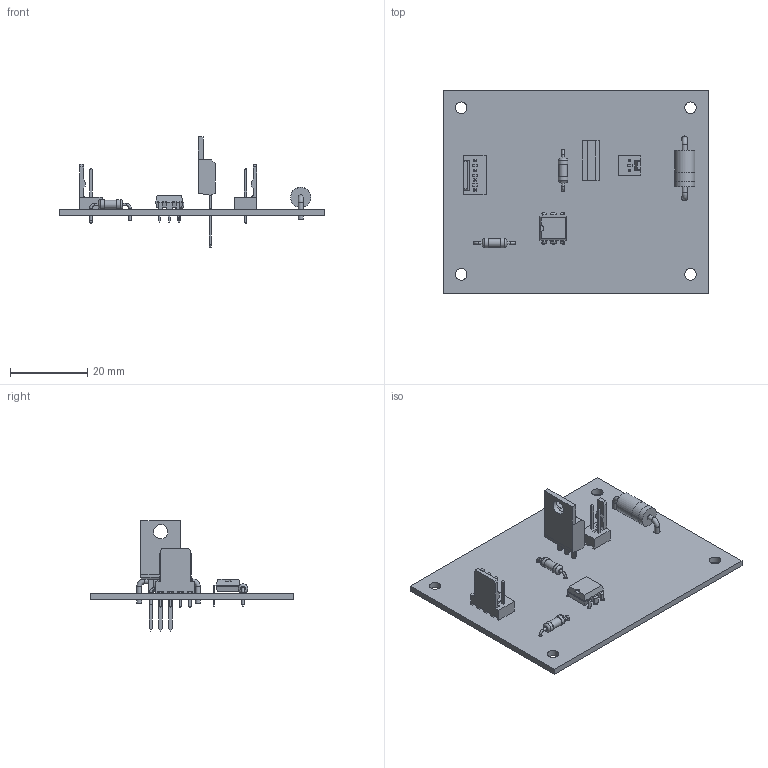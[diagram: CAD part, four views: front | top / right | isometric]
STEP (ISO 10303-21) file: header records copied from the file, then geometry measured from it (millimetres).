
FILE_DESCRIPTION(('KiCad electronic assembly'),'2;1');
FILE_NAME('motor_coupler.step','2020-10-19T22:08:08',('An Author'),( 'A Company'),'Open CASCADE STEP processor 6.9', 'KiCad to STEP converter','Unknown');
FILE_SCHEMA(('AUTOMOTIVE_DESIGN { 1 0 10303 214 1 1 1 1 }'));
Length unit declared in the file: millimetre
Products named in the file (14): Open CASCADE STEP translator 6.9 1; Molex_KK-254_AE-6410-04A_1x04_P2.54mm_Vertical; SOLID; TO-220-3_Vertical; DIP-6_W7.62mm; R_Axial_DIN0207_L6.3mm_D2.5mm_P10.16mm_Horizontal; Molex_KK-254_AE-6410-02A_1x02_P2.54mm_Vertical; D_DO-201AD_P15.24mm_Horizontal; COMPOUND
Assembly tree (14 placements, depth 3):
  Open CASCADE STEP translator 6.9 1
    Molex_KK-254_AE-6410-04A_1x04_P2.54mm_Vertical
      SOLID
    TO-220-3_Vertical
      SOLID
    DIP-6_W7.62mm
      SOLID
    R_Axial_DIN0207_L6.3mm_D2.5mm_P10.16mm_Horizontal  x2
      SOLID
    Molex_KK-254_AE-6410-02A_1x02_P2.54mm_Vertical
      SOLID
    D_DO-201AD_P15.24mm_Horizontal
      SOLID
    COMPOUND
Bounding box: 68.82 x 52.84 x 28.52 mm (x, y, z)
Volume: 7015.5 mm3; surface area: 9778.3 mm2
Topology: 8 solids, 8 shells, 424 faces, 1054 edges, 670 vertices
Faces by surface type: plane 334, cylinder 62, bspline 18, torus 10
Full cylindrical faces by diameter (mm): 0.6 x8, 0.8 x10, 1.1 x3, 1.19 x6, 1.3 x4, 1.6 x2, 2.25 x2, 2.5 x4, 3 x4, 3.735 x1, 5.2 x2, 5.22 x1
Entity records: 29498 total; most frequent: CARTESIAN_POINT 5753, DIRECTION 3864, LINE 2785, VECTOR 2785, ORIENTED_EDGE 2054, PCURVE 2054, DEFINITIONAL_REPRESENTATION 2054, EDGE_CURVE 1027
